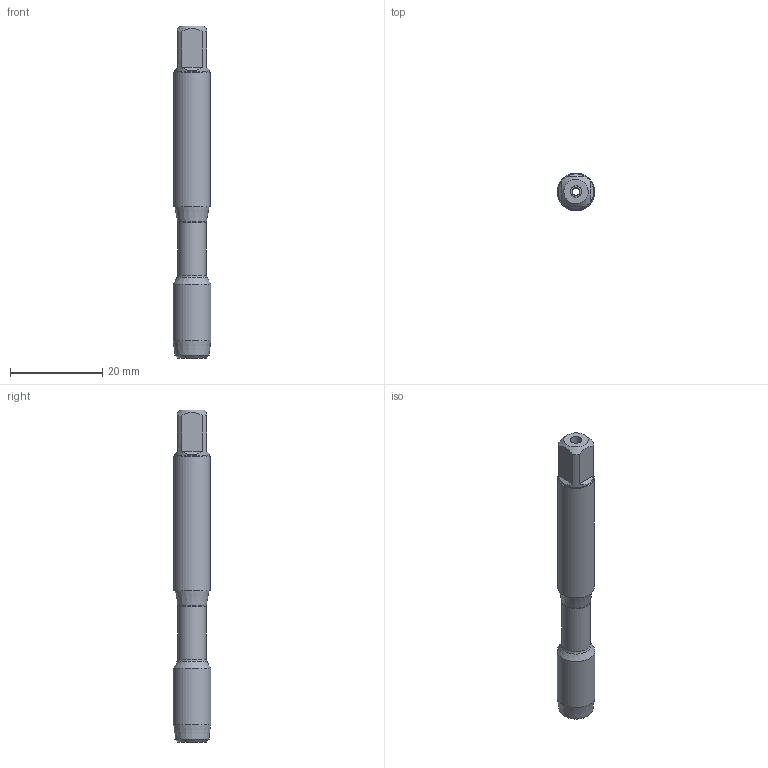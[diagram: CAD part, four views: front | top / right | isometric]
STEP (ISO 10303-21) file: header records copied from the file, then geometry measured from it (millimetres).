
FILE_DESCRIPTION(/* description */ (''),/* implementation_level */ '2;1');
FILE_NAME(/* name */ 'TOOL.STP',/* time_stamp */ '2024-06-11T05:56:17+02:00',/* author */ (''),/* organization */ ('SMS'),/* preprocessor_version */ 'ST-DEVELOPER v16.7',/* originating_system */ 'SIEMENS PLM Software NX 12.0',/* authorisation */ '');
FILE_SCHEMA (('AUTOMOTIVE_DESIGN { 1 0 10303 214 3 1 1 1 }'));
Length unit declared in the file: millimetre
Products named in the file (1): Tool
Bounding box: 8.17 x 8.17 x 72 mm (x, y, z)
Volume: 3036.2 mm3; surface area: 2277 mm2
Topology: 2 solids, 2 shells, 30 faces, 69 edges, 48 vertices
Faces by surface type: plane 14, cylinder 7, cone 7, torus 2
Full cylindrical faces by diameter (mm): 1.7 x2, 2.5 x1, 6.228 x1, 7.68 x1, 8 x1, 8.167 x1
Entity records: 831 total; most frequent: CARTESIAN_POINT 161, DIRECTION 138, ORIENTED_EDGE 90, AXIS2_PLACEMENT_3D 63, EDGE_LOOP 52, EDGE_CURVE 45, FACE_BOUND 44, VERTEX_POINT 37
